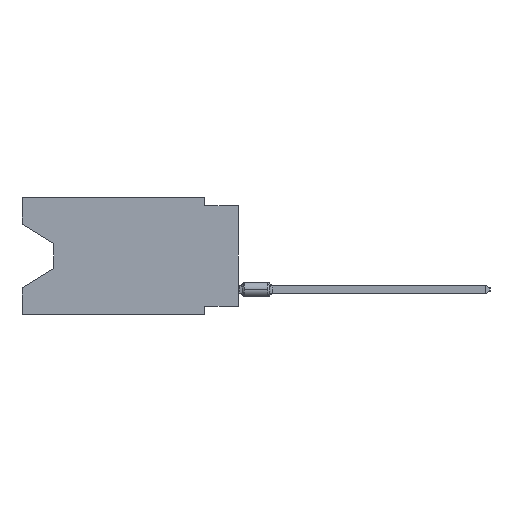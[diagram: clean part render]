
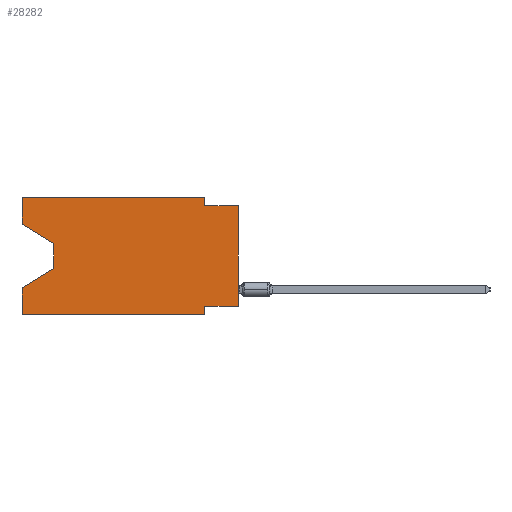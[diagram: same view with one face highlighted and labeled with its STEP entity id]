
A CAD part, left-side view. The second image highlights one B-rep face of the part: STEP entity #28282.
In plain terms, the highlighted planar face has unit normal (-1, 0, 0).
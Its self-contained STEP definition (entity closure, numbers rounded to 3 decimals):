
#528 = CARTESIAN_POINT ( 'NONE',  ( 0., 16.383, 0. ) ) ;
#692 = CARTESIAN_POINT ( 'NONE',  ( 0., 2.54, -8.89 ) ) ;
#707 = EDGE_CURVE ( 'NONE', #16366, #40264, #3464, .T. ) ;
#1079 = EDGE_CURVE ( 'NONE', #1673, #20763, #1584, .T. ) ;
#1537 = ORIENTED_EDGE ( 'NONE', *, *, #29874, .F. ) ;
#1584 = LINE ( 'NONE', #34768, #15259 ) ;
#1597 = EDGE_CURVE ( 'NONE', #40264, #20436, #34401, .T. ) ;
#1673 = VERTEX_POINT ( 'NONE', #13281 ) ;
#3375 = CARTESIAN_POINT ( 'NONE',  ( 0., 16.383, -2.038 ) ) ;
#3464 = LINE ( 'NONE', #31696, #26620 ) ;
#3642 = ORIENTED_EDGE ( 'NONE', *, *, #24623, .T. ) ;
#3661 = DIRECTION ( 'NONE',  ( 0., 0., 1. ) ) ;
#6227 = VERTEX_POINT ( 'NONE', #9557 ) ;
#6893 = CARTESIAN_POINT ( 'NONE',  ( 0., 2.54, -8.255 ) ) ;
#7389 = EDGE_CURVE ( 'NONE', #53524, #23548, #27534, .T. ) ;
#8895 = CARTESIAN_POINT ( 'NONE',  ( 0., 0., 0. ) ) ;
#9557 = CARTESIAN_POINT ( 'NONE',  ( 0., 16.383, -8.89 ) ) ;
#10003 = ORIENTED_EDGE ( 'NONE', *, *, #25284, .T. ) ;
#11674 = EDGE_CURVE ( 'NONE', #45352, #15288, #45346, .T. ) ;
#12421 = LINE ( 'NONE', #28637, #50089 ) ;
#12703 = ORIENTED_EDGE ( 'NONE', *, *, #40854, .T. ) ;
#12995 = VECTOR ( 'NONE', #48632, 1000. ) ;
#13281 = CARTESIAN_POINT ( 'NONE',  ( 0., 16.383, -2.038 ) ) ;
#13291 = EDGE_CURVE ( 'NONE', #15288, #38262, #15514, .T. ) ;
#13594 = EDGE_CURVE ( 'NONE', #1673, #35779, #48342, .T. ) ;
#13641 = DIRECTION ( 'NONE',  ( 0., 0., 1. ) ) ;
#13900 = DIRECTION ( 'NONE',  ( 0., -1., 0. ) ) ;
#14100 = DIRECTION ( 'NONE',  ( 0., 0.855, -0.519 ) ) ;
#14953 = CARTESIAN_POINT ( 'NONE',  ( 0., 0., -0.635 ) ) ;
#15259 = VECTOR ( 'NONE', #13641, 1000. ) ;
#15288 = VERTEX_POINT ( 'NONE', #46137 ) ;
#15514 = LINE ( 'NONE', #14953, #29597 ) ;
#15993 = FACE_OUTER_BOUND ( 'NONE', #47199, .T. ) ;
#16366 = VERTEX_POINT ( 'NONE', #40796 ) ;
#17409 = EDGE_CURVE ( 'NONE', #20763, #45352, #41681, .T. ) ;
#17626 = ORIENTED_EDGE ( 'NONE', *, *, #707, .F. ) ;
#17960 = LINE ( 'NONE', #8895, #17961 ) ;
#17961 = VECTOR ( 'NONE', #42081, 1000. ) ;
#18539 = ORIENTED_EDGE ( 'NONE', *, *, #7389, .T. ) ;
#20060 = LINE ( 'NONE', #53272, #39767 ) ;
#20436 = VERTEX_POINT ( 'NONE', #48544 ) ;
#20763 = VERTEX_POINT ( 'NONE', #26209 ) ;
#21695 = CARTESIAN_POINT ( 'NONE',  ( 0., 0., -0.635 ) ) ;
#21885 = DIRECTION ( 'NONE',  ( 0., -1., 0. ) ) ;
#23242 = ORIENTED_EDGE ( 'NONE', *, *, #13594, .T. ) ;
#23548 = VERTEX_POINT ( 'NONE', #24189 ) ;
#24189 = CARTESIAN_POINT ( 'NONE',  ( 0., 16.383, -6.852 ) ) ;
#24623 = EDGE_CURVE ( 'NONE', #6227, #20436, #30862, .T. ) ;
#25284 = EDGE_CURVE ( 'NONE', #35779, #53524, #20060, .T. ) ;
#25919 = DIRECTION ( 'NONE',  ( 0., 0., -1. ) ) ;
#26209 = CARTESIAN_POINT ( 'NONE',  ( 0., 16.383, 0. ) ) ;
#26620 = VECTOR ( 'NONE', #27611, 1000. ) ;
#26633 = VECTOR ( 'NONE', #14100, 1000. ) ;
#27534 = LINE ( 'NONE', #44264, #26633 ) ;
#27611 = DIRECTION ( 'NONE',  ( 0., 1., 0. ) ) ;
#28267 = VECTOR ( 'NONE', #13900, 1000. ) ;
#28282 = ADVANCED_FACE ( 'NONE', ( #15993 ), #53326, .F. ) ;
#28637 = CARTESIAN_POINT ( 'NONE',  ( 0., 16.383, 0. ) ) ;
#29597 = VECTOR ( 'NONE', #49207, 1000. ) ;
#29874 = EDGE_CURVE ( 'NONE', #6227, #23548, #12421, .T. ) ;
#30862 = LINE ( 'NONE', #47602, #28267 ) ;
#31696 = CARTESIAN_POINT ( 'NONE',  ( 0., 0., -8.255 ) ) ;
#32461 = CARTESIAN_POINT ( 'NONE',  ( 0., 13.97, -3.505 ) ) ;
#32755 = CARTESIAN_POINT ( 'NONE',  ( 0., 16.383, 0. ) ) ;
#34401 = LINE ( 'NONE', #692, #39734 ) ;
#34768 = CARTESIAN_POINT ( 'NONE',  ( 0., 16.383, 0. ) ) ;
#34837 = ORIENTED_EDGE ( 'NONE', *, *, #17409, .F. ) ;
#35779 = VERTEX_POINT ( 'NONE', #32461 ) ;
#36176 = VECTOR ( 'NONE', #21885, 1000. ) ;
#37087 = CARTESIAN_POINT ( 'NONE',  ( 0., 2.54, 0. ) ) ;
#37362 = DIRECTION ( 'NONE',  ( 0., 0., -1. ) ) ;
#38262 = VERTEX_POINT ( 'NONE', #21695 ) ;
#38974 = CARTESIAN_POINT ( 'NONE',  ( 0., 13.97, -5.385 ) ) ;
#39734 = VECTOR ( 'NONE', #25919, 1000. ) ;
#39767 = VECTOR ( 'NONE', #37362, 1000. ) ;
#40264 = VERTEX_POINT ( 'NONE', #6893 ) ;
#40796 = CARTESIAN_POINT ( 'NONE',  ( 0., 0., -8.255 ) ) ;
#40854 = EDGE_CURVE ( 'NONE', #16366, #38262, #17960, .T. ) ;
#41194 = DIRECTION ( 'NONE',  ( 0., 0., -1. ) ) ;
#41235 = DIRECTION ( 'NONE',  ( 0., 0., -1. ) ) ;
#41393 = ORIENTED_EDGE ( 'NONE', *, *, #1597, .F. ) ;
#41681 = LINE ( 'NONE', #528, #36176 ) ;
#42081 = DIRECTION ( 'NONE',  ( 0., 0., 1. ) ) ;
#42099 = AXIS2_PLACEMENT_3D ( 'NONE', #32755, #53864, #41235 ) ;
#42963 = ORIENTED_EDGE ( 'NONE', *, *, #11674, .F. ) ;
#43521 = ORIENTED_EDGE ( 'NONE', *, *, #1079, .F. ) ;
#44264 = CARTESIAN_POINT ( 'NONE',  ( 0., 13.97, -5.385 ) ) ;
#44678 = CARTESIAN_POINT ( 'NONE',  ( 0., 2.54, 0. ) ) ;
#45346 = LINE ( 'NONE', #37087, #53248 ) ;
#45352 = VERTEX_POINT ( 'NONE', #44678 ) ;
#46137 = CARTESIAN_POINT ( 'NONE',  ( 0., 2.54, -0.635 ) ) ;
#47199 = EDGE_LOOP ( 'NONE', ( #23242, #10003, #18539, #1537, #3642, #41393, #17626, #12703, #50760, #42963, #34837, #43521 ) ) ;
#47602 = CARTESIAN_POINT ( 'NONE',  ( 0., 16.383, -8.89 ) ) ;
#48342 = LINE ( 'NONE', #3375, #12995 ) ;
#48544 = CARTESIAN_POINT ( 'NONE',  ( 0., 2.54, -8.89 ) ) ;
#48632 = DIRECTION ( 'NONE',  ( 0., -0.855, -0.519 ) ) ;
#49207 = DIRECTION ( 'NONE',  ( 0., -1., 0. ) ) ;
#50089 = VECTOR ( 'NONE', #3661, 1000. ) ;
#50760 = ORIENTED_EDGE ( 'NONE', *, *, #13291, .F. ) ;
#53248 = VECTOR ( 'NONE', #41194, 1000. ) ;
#53272 = CARTESIAN_POINT ( 'NONE',  ( 0., 13.97, -3.505 ) ) ;
#53326 = PLANE ( 'NONE',  #42099 ) ;
#53524 = VERTEX_POINT ( 'NONE', #38974 ) ;
#53864 = DIRECTION ( 'NONE',  ( 1., 0., 0. ) ) ;
